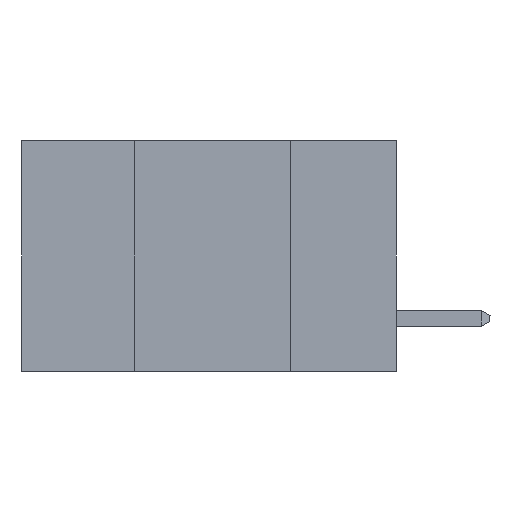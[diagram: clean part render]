
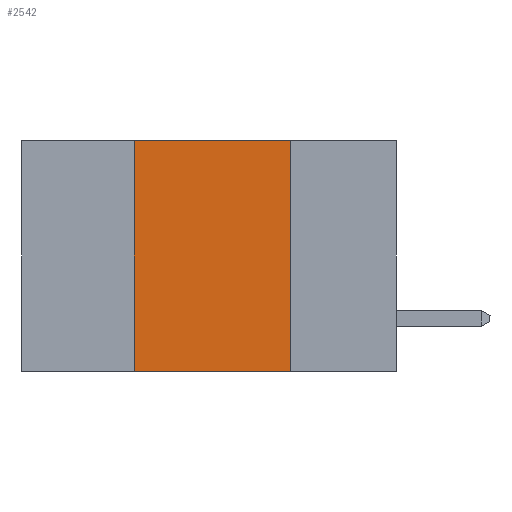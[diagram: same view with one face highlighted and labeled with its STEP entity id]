
A CAD part, left-side view. The second image highlights one B-rep face of the part: STEP entity #2542.
In plain terms, the highlighted planar face has unit normal (-1, 0, 0).
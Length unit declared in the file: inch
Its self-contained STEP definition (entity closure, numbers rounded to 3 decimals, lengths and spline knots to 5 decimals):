
#1265 = EDGE_LOOP ( 'NONE', ( #6874, #7307, #7906, #1378 ) ) ;
#1378 = ORIENTED_EDGE ( 'NONE', *, *, #7714, .T. ) ;
#1767 = LINE ( 'NONE', #9777, #10140 ) ;
#1809 = CARTESIAN_POINT ( 'NONE',  ( 0., 0.42, 0. ) ) ;
#2285 = CARTESIAN_POINT ( 'NONE',  ( 0., 0.17, -0.37 ) ) ;
#2317 = EDGE_CURVE ( 'NONE', #9772, #8661, #1767, .T. ) ;
#2542 = ADVANCED_FACE ( 'NONE', ( #12870 ), #5168, .F. ) ;
#4226 = LINE ( 'NONE', #13477, #12181 ) ;
#4297 = VERTEX_POINT ( 'NONE', #2285 ) ;
#4355 = AXIS2_PLACEMENT_3D ( 'NONE', #9675, #14176, #12107 ) ;
#4561 = DIRECTION ( 'NONE',  ( 0., -1., 0. ) ) ;
#5168 = PLANE ( 'NONE',  #4355 ) ;
#5527 = DIRECTION ( 'NONE',  ( 0., 0., -1. ) ) ;
#5688 = VECTOR ( 'NONE', #14195, 39.37008 ) ;
#6673 = CARTESIAN_POINT ( 'NONE',  ( 0., 0.42, -0.37 ) ) ;
#6874 = ORIENTED_EDGE ( 'NONE', *, *, #8672, .F. ) ;
#7224 = LINE ( 'NONE', #9536, #5688 ) ;
#7307 = ORIENTED_EDGE ( 'NONE', *, *, #9559, .F. ) ;
#7714 = EDGE_CURVE ( 'NONE', #9772, #4297, #10294, .T. ) ;
#7906 = ORIENTED_EDGE ( 'NONE', *, *, #2317, .F. ) ;
#8661 = VERTEX_POINT ( 'NONE', #1809 ) ;
#8672 = EDGE_CURVE ( 'NONE', #14479, #4297, #4226, .T. ) ;
#9086 = CARTESIAN_POINT ( 'NONE',  ( 0., 0.17, 0. ) ) ;
#9536 = CARTESIAN_POINT ( 'NONE',  ( 0., 0.6, 0. ) ) ;
#9559 = EDGE_CURVE ( 'NONE', #8661, #14479, #7224, .T. ) ;
#9675 = CARTESIAN_POINT ( 'NONE',  ( 0., 0.6, 0. ) ) ;
#9772 = VERTEX_POINT ( 'NONE', #6673 ) ;
#9777 = CARTESIAN_POINT ( 'NONE',  ( 0., 0.42, -0.37 ) ) ;
#10140 = VECTOR ( 'NONE', #14600, 39.37008 ) ;
#10294 = LINE ( 'NONE', #14965, #14116 ) ;
#12107 = DIRECTION ( 'NONE',  ( 0., 0., -1. ) ) ;
#12181 = VECTOR ( 'NONE', #5527, 39.37008 ) ;
#12870 = FACE_OUTER_BOUND ( 'NONE', #1265, .T. ) ;
#13477 = CARTESIAN_POINT ( 'NONE',  ( 0., 0.17, -0.37 ) ) ;
#14116 = VECTOR ( 'NONE', #4561, 39.37008 ) ;
#14176 = DIRECTION ( 'NONE',  ( 1., 0., 0. ) ) ;
#14195 = DIRECTION ( 'NONE',  ( 0., -1., 0. ) ) ;
#14479 = VERTEX_POINT ( 'NONE', #9086 ) ;
#14600 = DIRECTION ( 'NONE',  ( 0., 0., 1. ) ) ;
#14965 = CARTESIAN_POINT ( 'NONE',  ( 0., 0.6, -0.37 ) ) ;
